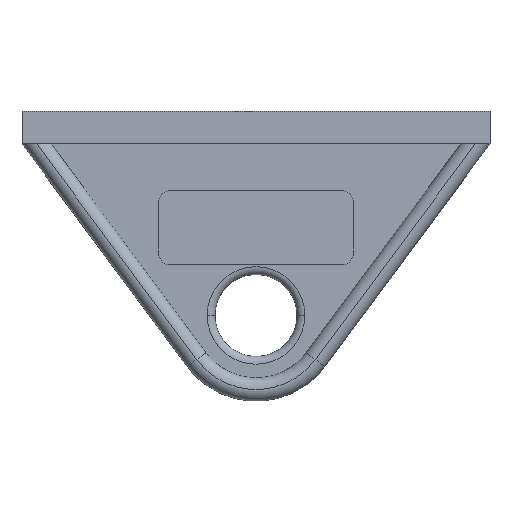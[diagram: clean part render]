
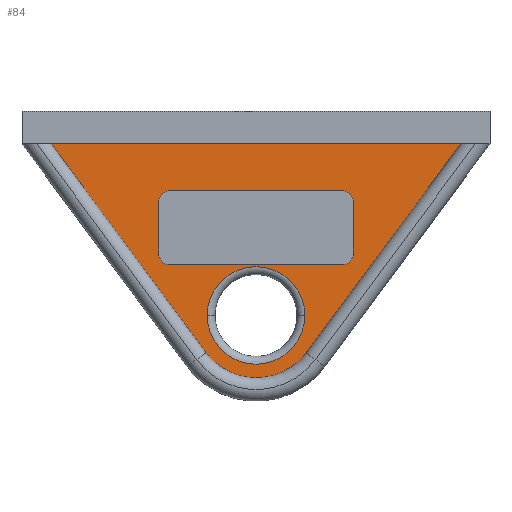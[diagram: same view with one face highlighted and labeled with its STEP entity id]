
A CAD part, top view. The second image highlights one B-rep face of the part: STEP entity #84.
In plain terms, the highlighted planar face has unit normal (0, 0, 1).
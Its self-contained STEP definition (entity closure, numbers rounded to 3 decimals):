
#84=ADVANCED_FACE('',(#154,#155,#156),#157,.T.);
#154=FACE_OUTER_BOUND('',#278,.T.);
#155=FACE_BOUND('',#279,.T.);
#156=FACE_BOUND('',#280,.T.);
#157=PLANE('',#281);
#278=EDGE_LOOP('',(#457,#458,#459,#460,#461,#462));
#279=EDGE_LOOP('',(#463,#464));
#280=EDGE_LOOP('',(#465,#466,#467,#468,#469,#470,#471,#472));
#281=AXIS2_PLACEMENT_3D('',#473,#474,#475);
#457=ORIENTED_EDGE('',*,*,#884,.T.);
#458=ORIENTED_EDGE('',*,*,#896,.T.);
#459=ORIENTED_EDGE('',*,*,#889,.T.);
#460=ORIENTED_EDGE('',*,*,#897,.T.);
#461=ORIENTED_EDGE('',*,*,#898,.T.);
#462=ORIENTED_EDGE('',*,*,#899,.T.);
#463=ORIENTED_EDGE('',*,*,#900,.T.);
#464=ORIENTED_EDGE('',*,*,#869,.T.);
#465=ORIENTED_EDGE('',*,*,#901,.F.);
#466=ORIENTED_EDGE('',*,*,#902,.F.);
#467=ORIENTED_EDGE('',*,*,#903,.F.);
#468=ORIENTED_EDGE('',*,*,#904,.F.);
#469=ORIENTED_EDGE('',*,*,#905,.F.);
#470=ORIENTED_EDGE('',*,*,#906,.F.);
#471=ORIENTED_EDGE('',*,*,#907,.F.);
#472=ORIENTED_EDGE('',*,*,#908,.F.);
#473=CARTESIAN_POINT('',(0.0,0.0,1.5));
#474=DIRECTION('',(0.0,0.0,1.0));
#475=DIRECTION('',(1.0,0.0,0.0));
#869=EDGE_CURVE('',#1025,#1026,#1027,.T.);
#884=EDGE_CURVE('',#1051,#1049,#1052,.T.);
#889=EDGE_CURVE('',#1060,#1061,#1062,.T.);
#896=EDGE_CURVE('',#1049,#1060,#1074,.T.);
#897=EDGE_CURVE('',#1061,#1075,#1076,.T.);
#898=EDGE_CURVE('',#1075,#1077,#1078,.T.);
#899=EDGE_CURVE('',#1077,#1051,#1079,.T.);
#900=EDGE_CURVE('',#1026,#1025,#1080,.T.);
#901=EDGE_CURVE('',#1081,#1082,#1083,.T.);
#902=EDGE_CURVE('',#1084,#1081,#1085,.T.);
#903=EDGE_CURVE('',#1086,#1084,#1087,.T.);
#904=EDGE_CURVE('',#1088,#1086,#1089,.T.);
#905=EDGE_CURVE('',#1090,#1088,#1091,.T.);
#906=EDGE_CURVE('',#1092,#1090,#1093,.T.);
#907=EDGE_CURVE('',#1094,#1092,#1095,.T.);
#908=EDGE_CURVE('',#1082,#1094,#1096,.T.);
#1025=VERTEX_POINT('',#1267);
#1026=VERTEX_POINT('',#1268);
#1027=CIRCLE('',#1269,6.25);
#1049=VERTEX_POINT('',#1296);
#1051=VERTEX_POINT('',#1299);
#1052=LINE('',#1300,#1301);
#1060=VERTEX_POINT('',#1331);
#1061=VERTEX_POINT('',#1332);
#1062=LINE('',#1333,#1334);
#1074=LINE('',#1370,#1371);
#1075=VERTEX_POINT('',#1372);
#1076=LINE('',#1373,#1374);
#1077=VERTEX_POINT('',#1375);
#1078=CIRCLE('',#1376,8.0);
#1079=LINE('',#1377,#1378);
#1080=CIRCLE('',#1379,6.25);
#1081=VERTEX_POINT('',#1380);
#1082=VERTEX_POINT('',#1381);
#1083=CIRCLE('',#1382,1.5);
#1084=VERTEX_POINT('',#1383);
#1085=LINE('',#1384,#1385);
#1086=VERTEX_POINT('',#1386);
#1087=CIRCLE('',#1387,1.5);
#1088=VERTEX_POINT('',#1388);
#1089=LINE('',#1389,#1390);
#1090=VERTEX_POINT('',#1391);
#1091=CIRCLE('',#1392,1.5);
#1092=VERTEX_POINT('',#1393);
#1093=LINE('',#1394,#1395);
#1094=VERTEX_POINT('',#1396);
#1095=CIRCLE('',#1397,1.5);
#1096=LINE('',#1398,#1399);
#1267=CARTESIAN_POINT('',(-6.25,0.,1.5));
#1268=CARTESIAN_POINT('',(6.25,0.0,1.5));
#1269=AXIS2_PLACEMENT_3D('',#1679,#1680,#1681);
#1296=CARTESIAN_POINT('',(1.0,22.0,1.5));
#1299=CARTESIAN_POINT('',(26.266,22.0,1.5));
#1300=CARTESIAN_POINT('',(-30.0,22.0,1.5));
#1301=VECTOR('',#1712,1000.0);
#1331=CARTESIAN_POINT('',(-1.0,22.0,1.5));
#1332=CARTESIAN_POINT('',(-26.266,22.0,1.5));
#1333=CARTESIAN_POINT('',(-30.0,22.0,1.5));
#1334=VECTOR('',#1715,1000.0);
#1370=CARTESIAN_POINT('',(-30.0,22.0,1.5));
#1371=VECTOR('',#1720,1000.0);
#1372=CARTESIAN_POINT('',(-6.427,-4.764,1.5));
#1373=CARTESIAN_POINT('',(-6.427,-4.764,1.5));
#1374=VECTOR('',#1721,1000.0);
#1375=CARTESIAN_POINT('',(6.427,-4.764,1.5));
#1376=AXIS2_PLACEMENT_3D('',#1722,#1723,#1724);
#1377=CARTESIAN_POINT('',(6.427,-4.764,1.5));
#1378=VECTOR('',#1725,1000.0);
#1379=AXIS2_PLACEMENT_3D('',#1726,#1727,#1728);
#1380=CARTESIAN_POINT('',(-12.5,8.0,1.5));
#1381=CARTESIAN_POINT('',(-11.0,6.5,1.5));
#1382=AXIS2_PLACEMENT_3D('',#1729,#1730,#1731);
#1383=CARTESIAN_POINT('',(-12.5,14.5,1.5));
#1384=CARTESIAN_POINT('',(-12.5,14.5,1.5));
#1385=VECTOR('',#1732,1000.0);
#1386=CARTESIAN_POINT('',(-11.0,16.0,1.5));
#1387=AXIS2_PLACEMENT_3D('',#1733,#1734,#1735);
#1388=CARTESIAN_POINT('',(11.0,16.0,1.5));
#1389=CARTESIAN_POINT('',(-11.0,16.0,1.5));
#1390=VECTOR('',#1736,1000.0);
#1391=CARTESIAN_POINT('',(12.5,14.5,1.5));
#1392=AXIS2_PLACEMENT_3D('',#1737,#1738,#1739);
#1393=CARTESIAN_POINT('',(12.5,8.0,1.5));
#1394=CARTESIAN_POINT('',(12.5,14.5,1.5));
#1395=VECTOR('',#1740,1000.0);
#1396=CARTESIAN_POINT('',(11.0,6.5,1.5));
#1397=AXIS2_PLACEMENT_3D('',#1741,#1742,#1743);
#1398=CARTESIAN_POINT('',(-11.0,6.5,1.5));
#1399=VECTOR('',#1744,1000.0);
#1679=CARTESIAN_POINT('',(0.0,0.0,1.5));
#1680=DIRECTION('',(0.0,0.0,-1.0));
#1681=DIRECTION('',(1.0,0.0,0.0));
#1712=DIRECTION('',(-1.0,-0.0,-0.0));
#1715=DIRECTION('',(-1.0,-0.0,-0.0));
#1720=DIRECTION('',(-1.0,-0.0,-0.0));
#1721=DIRECTION('',(0.595,-0.803,0.0));
#1722=CARTESIAN_POINT('',(0.,0.,1.5));
#1723=DIRECTION('',(0.0,0.0,1.0));
#1724=DIRECTION('',(1.0,0.0,0.0));
#1725=DIRECTION('',(0.595,0.803,0.0));
#1726=CARTESIAN_POINT('',(0.0,0.0,1.5));
#1727=DIRECTION('',(0.0,0.0,-1.0));
#1728=DIRECTION('',(1.0,0.0,0.0));
#1729=CARTESIAN_POINT('',(-11.0,8.0,1.5));
#1730=DIRECTION('',(0.0,0.0,1.0));
#1731=DIRECTION('',(-1.0,0.0,0.0));
#1732=DIRECTION('',(0.,-1.0,0.0));
#1733=CARTESIAN_POINT('',(-11.0,14.5,1.5));
#1734=DIRECTION('',(0.0,0.0,1.0));
#1735=DIRECTION('',(-1.0,0.0,0.0));
#1736=DIRECTION('',(-1.0,0.,-0.0));
#1737=CARTESIAN_POINT('',(11.0,14.5,1.5));
#1738=DIRECTION('',(0.0,0.0,1.0));
#1739=DIRECTION('',(-1.0,0.0,0.0));
#1740=DIRECTION('',(0.,1.0,-0.0));
#1741=CARTESIAN_POINT('',(11.0,8.0,1.5));
#1742=DIRECTION('',(0.0,0.0,1.0));
#1743=DIRECTION('',(-1.0,0.0,0.0));
#1744=DIRECTION('',(1.0,0.0,0.0));
